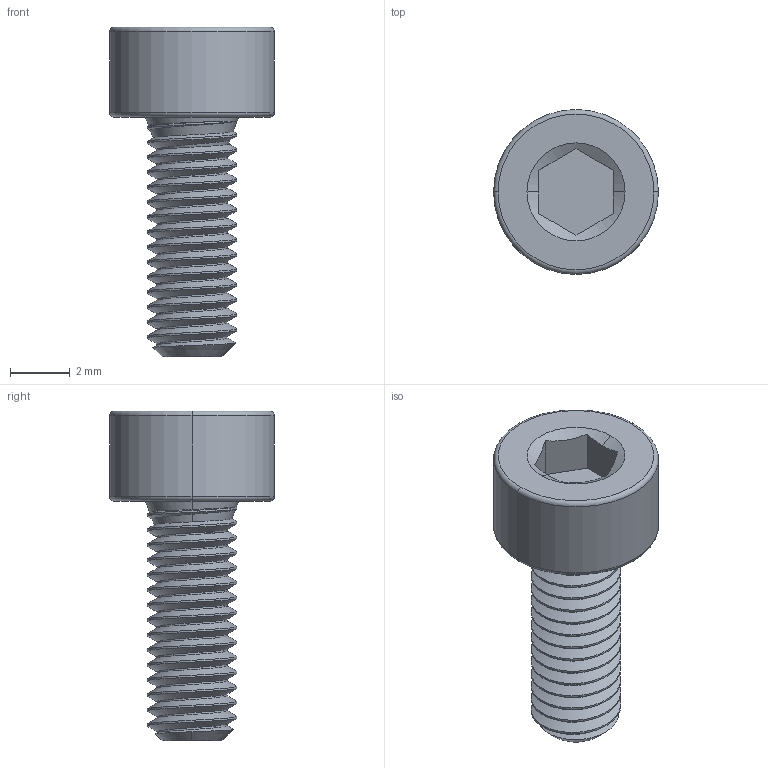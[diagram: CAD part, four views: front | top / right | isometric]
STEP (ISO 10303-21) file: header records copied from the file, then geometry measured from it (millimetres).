
FILE_DESCRIPTION (( 'STEP AP203' ), '1' );
FILE_NAME ('91292A112_18-8 Stainless Steel Socket Head Screw.STEP', '2026-01-08T19:33:59', ( 'McMaster Carr Supply' ), ( 'McMaster Carr Supply' ), 'SwSTEP 2.0', 'SolidWorks 2024', '' );
FILE_SCHEMA (( 'CONFIG_CONTROL_DESIGN' ));
Length unit declared in the file: millimetre
Products named in the file (1): 91292A112_18-8 Stainless Steel Socket Head Screw
Bounding box: 5.5 x 5.5 x 11 mm (x, y, z)
Volume: 108.1 mm3; surface area: 218 mm2
Topology: 1 solids, 1 shells, 58 faces, 158 edges, 104 vertices
Faces by surface type: cylinder 32, plane 10, cone 9, torus 4, bspline 3
Entity records: 3926 total; most frequent: CARTESIAN_POINT 2606, ORIENTED_EDGE 316, DIRECTION 204, EDGE_CURVE 158, VERTEX_POINT 104, AXIS2_PLACEMENT_3D 76, EDGE_LOOP 60, ADVANCED_FACE 58
